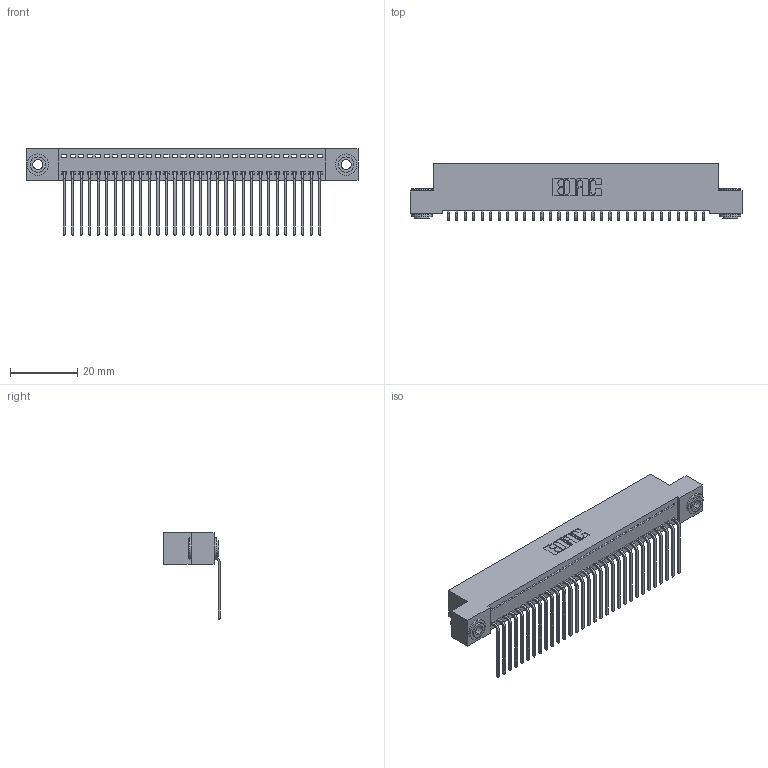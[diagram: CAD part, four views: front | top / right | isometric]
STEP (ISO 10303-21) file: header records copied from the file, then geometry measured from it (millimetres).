
FILE_DESCRIPTION (( 'STEP AP203' ), '1' );
FILE_NAME ('392-031-559-103.STEP', '2018-08-15T23:29:10', ( '' ), ( '' ), 'SwSTEP 2.0', 'SolidWorks 2016', '' );
FILE_SCHEMA (( 'CONFIG_CONTROL_DESIGN' ));
Length unit declared in the file: inch
Products named in the file (4): 342 Part_.156 TH; 345-292-001_558 559 Tail - 1; 342-250-002_345-250-002-102; 392-031-559-103
Assembly tree (34 placements, depth 2):
  392-031-559-103
    342 Part_.156 TH
    345-292-001_558 559 Tail - 1  x31
    342-250-002_345-250-002-102  x2
Bounding box: 99.06 x 16.83 x 25.78 mm (x, y, z)
Volume: 8771.2 mm3; surface area: 13487.4 mm2
Topology: 34 solids, 34 shells, 2008 faces, 6017 edges, 3966 vertices
Faces by surface type: plane 1440, cylinder 560, cone 8
Entity records: 20976 total; most frequent: CARTESIAN_POINT 3598, ORIENTED_EDGE 3558, DIRECTION 3091, EDGE_CURVE 1779, VECTOR 1627, LINE 1627, VERTEX_POINT 1182, AXIS2_PLACEMENT_3D 732
